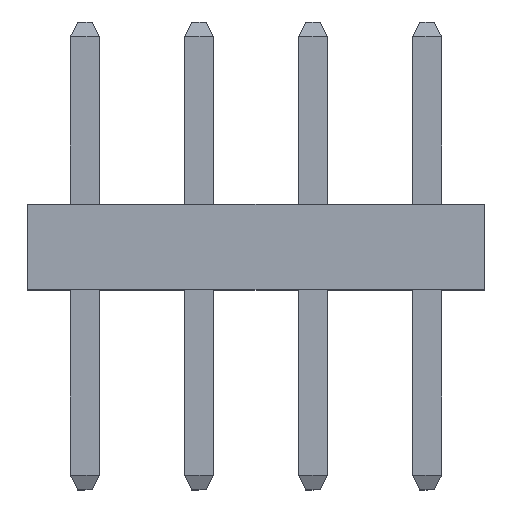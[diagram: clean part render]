
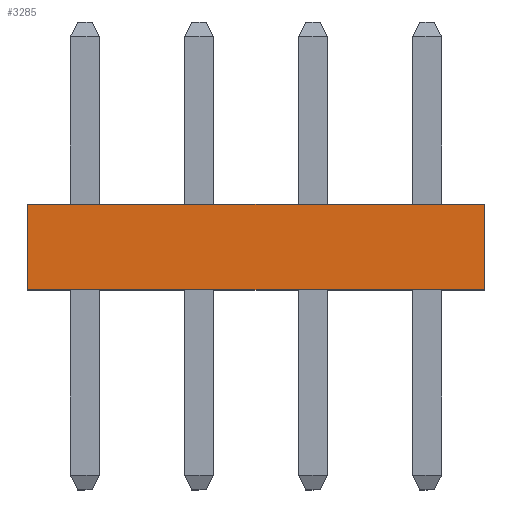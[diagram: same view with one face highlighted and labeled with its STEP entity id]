
A CAD part, top view. The second image highlights one B-rep face of the part: STEP entity #3285.
In plain terms, the highlighted planar face has unit normal (0, 0, 1).
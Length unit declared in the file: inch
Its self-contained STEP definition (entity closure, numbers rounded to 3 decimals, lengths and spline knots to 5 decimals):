
#49=ORIENTED_EDGE('',*,*,#968,.T.);
#50=ORIENTED_EDGE('',*,*,#976,.F.);
#51=ORIENTED_EDGE('',*,*,#977,.F.);
#52=ORIENTED_EDGE('',*,*,#971,.T.);
#968=EDGE_CURVE('',#1430,#1432,#1720,.T.);
#971=EDGE_CURVE('',#1435,#1430,#1723,.T.);
#976=EDGE_CURVE('',#1439,#1432,#1728,.T.);
#977=EDGE_CURVE('',#1435,#1439,#1729,.T.);
#1430=VERTEX_POINT('',#4575);
#1432=VERTEX_POINT('',#4579);
#1435=VERTEX_POINT('',#4587);
#1439=VERTEX_POINT('',#4597);
#1720=LINE('',#4580,#2184);
#1723=LINE('',#4586,#2187);
#1728=LINE('',#4596,#2192);
#1729=LINE('',#4598,#2193);
#2184=VECTOR('',#3718,39.37008);
#2187=VECTOR('',#3723,39.37008);
#2192=VECTOR('',#3730,39.37008);
#2193=VECTOR('',#3731,39.37008);
#2647=EDGE_LOOP('',(#49,#50,#51,#52));
#2869=FACE_BOUND('',#2647,.T.);
#3091=PLANE('',#3516);
#3285=ADVANCED_FACE('',(#2869),#3091,.F.);
#3516=AXIS2_PLACEMENT_3D('',#4595,#3728,#3729);
#3718=DIRECTION('',(1.,0.,0.));
#3723=DIRECTION('',(0.,-1.,0.));
#3728=DIRECTION('',(0.,0.,-1.));
#3729=DIRECTION('',(-1.,0.,0.));
#3730=DIRECTION('',(0.,-1.,0.));
#3731=DIRECTION('',(1.,0.,0.));
#4575=CARTESIAN_POINT('',(-0.15748,0.,0.0775));
#4579=CARTESIAN_POINT('',(0.15748,0.,0.0775));
#4580=CARTESIAN_POINT('',(-0.15748,0.,0.0775));
#4586=CARTESIAN_POINT('',(-0.15748,0.059,0.0775));
#4587=CARTESIAN_POINT('',(-0.15748,0.059,0.0775));
#4595=CARTESIAN_POINT('',(-0.15748,0.059,0.0775));
#4596=CARTESIAN_POINT('',(0.15748,0.059,0.0775));
#4597=CARTESIAN_POINT('',(0.15748,0.059,0.0775));
#4598=CARTESIAN_POINT('',(-0.15748,0.059,0.0775));
